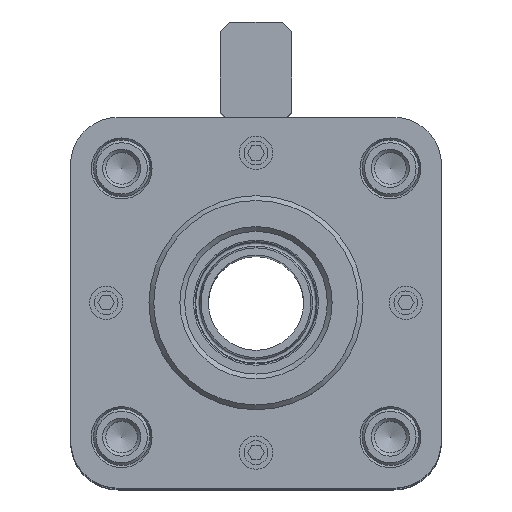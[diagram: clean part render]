
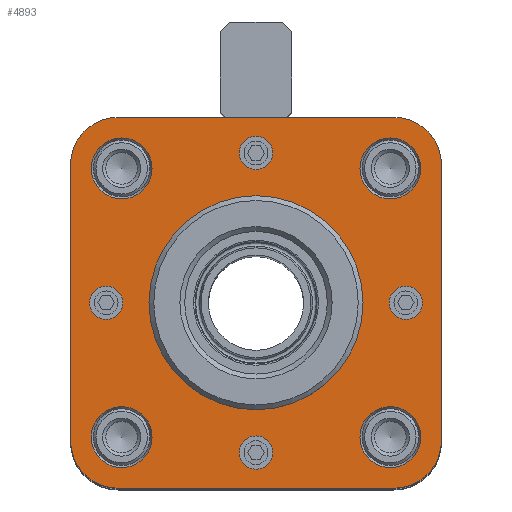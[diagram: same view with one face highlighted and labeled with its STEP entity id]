
A CAD part, top view. The second image highlights one B-rep face of the part: STEP entity #4893.
In plain terms, the highlighted planar face has unit normal (0, 0, 1).
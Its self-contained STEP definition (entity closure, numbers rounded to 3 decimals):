
#283=LINE('',#7738,#663);
#288=LINE('',#7752,#668);
#292=LINE('',#7764,#672);
#296=LINE('',#7776,#676);
#663=VECTOR('',#6229,1000.);
#668=VECTOR('',#6242,1000.);
#672=VECTOR('',#6254,1000.);
#676=VECTOR('',#6266,1000.);
#908=PLANE('',#5344);
#1631=ORIENTED_EDGE('',*,*,#2720,.T.);
#1632=ORIENTED_EDGE('',*,*,#2721,.T.);
#1633=ORIENTED_EDGE('',*,*,#2722,.T.);
#1634=ORIENTED_EDGE('',*,*,#2723,.T.);
#1635=ORIENTED_EDGE('',*,*,#2724,.T.);
#1636=ORIENTED_EDGE('',*,*,#2725,.T.);
#1637=ORIENTED_EDGE('',*,*,#2726,.T.);
#1638=ORIENTED_EDGE('',*,*,#2727,.T.);
#1639=ORIENTED_EDGE('',*,*,#2728,.T.);
#1640=ORIENTED_EDGE('',*,*,#2698,.T.);
#1641=ORIENTED_EDGE('',*,*,#2702,.T.);
#1642=ORIENTED_EDGE('',*,*,#2705,.T.);
#1643=ORIENTED_EDGE('',*,*,#2708,.T.);
#1644=ORIENTED_EDGE('',*,*,#2711,.T.);
#1645=ORIENTED_EDGE('',*,*,#2714,.T.);
#1646=ORIENTED_EDGE('',*,*,#2717,.T.);
#1647=ORIENTED_EDGE('',*,*,#2719,.T.);
#2698=EDGE_CURVE('',#3275,#3274,#283,.T.);
#2702=EDGE_CURVE('',#3274,#3277,#3629,.T.);
#2705=EDGE_CURVE('',#3277,#3279,#288,.T.);
#2708=EDGE_CURVE('',#3279,#3281,#3631,.T.);
#2711=EDGE_CURVE('',#3281,#3283,#292,.T.);
#2714=EDGE_CURVE('',#3283,#3285,#3633,.T.);
#2717=EDGE_CURVE('',#3285,#3287,#296,.T.);
#2719=EDGE_CURVE('',#3287,#3275,#3635,.T.);
#2720=EDGE_CURVE('',#3288,#3288,#3636,.F.);
#2721=EDGE_CURVE('',#3289,#3289,#3637,.F.);
#2722=EDGE_CURVE('',#3290,#3290,#3638,.F.);
#2723=EDGE_CURVE('',#3291,#3291,#3639,.F.);
#2724=EDGE_CURVE('',#3292,#3292,#3640,.T.);
#2725=EDGE_CURVE('',#3293,#3293,#3641,.T.);
#2726=EDGE_CURVE('',#3294,#3294,#3642,.T.);
#2727=EDGE_CURVE('',#3295,#3295,#3643,.T.);
#2728=EDGE_CURVE('',#3296,#3296,#3644,.T.);
#3274=VERTEX_POINT('',#7737);
#3275=VERTEX_POINT('',#7739);
#3277=VERTEX_POINT('',#7745);
#3279=VERTEX_POINT('',#7751);
#3281=VERTEX_POINT('',#7757);
#3283=VERTEX_POINT('',#7763);
#3285=VERTEX_POINT('',#7769);
#3287=VERTEX_POINT('',#7775);
#3288=VERTEX_POINT('',#7782);
#3289=VERTEX_POINT('',#7784);
#3290=VERTEX_POINT('',#7786);
#3291=VERTEX_POINT('',#7788);
#3292=VERTEX_POINT('',#7790);
#3293=VERTEX_POINT('',#7792);
#3294=VERTEX_POINT('',#7794);
#3295=VERTEX_POINT('',#7796);
#3296=VERTEX_POINT('',#7798);
#3629=CIRCLE('',#5331,10.);
#3631=CIRCLE('',#5335,10.);
#3633=CIRCLE('',#5339,10.);
#3635=CIRCLE('',#5343,10.);
#3636=CIRCLE('',#5345,6.4);
#3637=CIRCLE('',#5346,6.4);
#3638=CIRCLE('',#5347,6.4);
#3639=CIRCLE('',#5348,6.4);
#3640=CIRCLE('',#5349,3.5);
#3641=CIRCLE('',#5350,3.5);
#3642=CIRCLE('',#5351,3.5);
#3643=CIRCLE('',#5352,3.5);
#3644=CIRCLE('',#5353,22.5);
#3869=EDGE_LOOP('',(#1631));
#3870=EDGE_LOOP('',(#1632));
#3871=EDGE_LOOP('',(#1633));
#3872=EDGE_LOOP('',(#1634));
#3873=EDGE_LOOP('',(#1635));
#3874=EDGE_LOOP('',(#1636));
#3875=EDGE_LOOP('',(#1637));
#3876=EDGE_LOOP('',(#1638));
#3877=EDGE_LOOP('',(#1639));
#3878=EDGE_LOOP('',(#1640,#1641,#1642,#1643,#1644,#1645,#1646,#1647));
#4350=FACE_BOUND('',#3869,.T.);
#4351=FACE_BOUND('',#3870,.T.);
#4352=FACE_BOUND('',#3871,.T.);
#4353=FACE_BOUND('',#3872,.T.);
#4354=FACE_BOUND('',#3873,.T.);
#4355=FACE_BOUND('',#3874,.T.);
#4356=FACE_BOUND('',#3875,.T.);
#4357=FACE_BOUND('',#3876,.T.);
#4358=FACE_BOUND('',#3877,.T.);
#4359=FACE_BOUND('',#3878,.T.);
#4893=ADVANCED_FACE('',(#4350,#4351,#4352,#4353,#4354,#4355,#4356,#4357,
#4358,#4359),#908,.T.);
#5331=AXIS2_PLACEMENT_3D('',#7746,#6236,#6237);
#5335=AXIS2_PLACEMENT_3D('',#7758,#6248,#6249);
#5339=AXIS2_PLACEMENT_3D('',#7770,#6260,#6261);
#5343=AXIS2_PLACEMENT_3D('',#7779,#6271,#6272);
#5344=AXIS2_PLACEMENT_3D('',#7780,#6273,#6274);
#5345=AXIS2_PLACEMENT_3D('',#7781,#6275,#6276);
#5346=AXIS2_PLACEMENT_3D('',#7783,#6277,#6278);
#5347=AXIS2_PLACEMENT_3D('',#7785,#6279,#6280);
#5348=AXIS2_PLACEMENT_3D('',#7787,#6281,#6282);
#5349=AXIS2_PLACEMENT_3D('',#7789,#6283,#6284);
#5350=AXIS2_PLACEMENT_3D('',#7791,#6285,#6286);
#5351=AXIS2_PLACEMENT_3D('',#7793,#6287,#6288);
#5352=AXIS2_PLACEMENT_3D('',#7795,#6289,#6290);
#5353=AXIS2_PLACEMENT_3D('',#7797,#6291,#6292);
#6229=DIRECTION('',(0.,-1.,0.));
#6236=DIRECTION('',(0.,0.,1.));
#6237=DIRECTION('',(1.,0.,0.));
#6242=DIRECTION('',(1.,0.,0.));
#6248=DIRECTION('',(0.,0.,1.));
#6249=DIRECTION('',(1.,0.,0.));
#6254=DIRECTION('',(0.,1.,0.));
#6260=DIRECTION('',(0.,0.,1.));
#6261=DIRECTION('',(1.,0.,0.));
#6266=DIRECTION('',(-1.,0.,0.));
#6271=DIRECTION('',(0.,0.,1.));
#6272=DIRECTION('',(1.,0.,0.));
#6273=DIRECTION('',(0.,0.,1.));
#6274=DIRECTION('',(1.,0.,0.));
#6275=DIRECTION('',(0.,0.,1.));
#6276=DIRECTION('',(1.,0.,0.));
#6277=DIRECTION('',(0.,0.,1.));
#6278=DIRECTION('',(1.,0.,0.));
#6279=DIRECTION('',(0.,0.,1.));
#6280=DIRECTION('',(1.,0.,0.));
#6281=DIRECTION('',(0.,0.,1.));
#6282=DIRECTION('',(1.,0.,0.));
#6283=DIRECTION('',(0.,0.,-1.));
#6284=DIRECTION('',(-1.,0.,0.));
#6285=DIRECTION('',(0.,0.,-1.));
#6286=DIRECTION('',(-1.,0.,0.));
#6287=DIRECTION('',(0.,0.,-1.));
#6288=DIRECTION('',(-1.,0.,0.));
#6289=DIRECTION('',(0.,0.,-1.));
#6290=DIRECTION('',(-1.,0.,0.));
#6291=DIRECTION('',(0.,0.,-1.));
#6292=DIRECTION('',(-1.,0.,0.));
#7737=CARTESIAN_POINT('',(-39.,-29.,210.));
#7738=CARTESIAN_POINT('',(-39.,29.,210.));
#7739=CARTESIAN_POINT('',(-39.,29.,210.));
#7745=CARTESIAN_POINT('',(-29.,-39.,210.));
#7746=CARTESIAN_POINT('',(-29.,-29.,210.));
#7751=CARTESIAN_POINT('',(29.,-39.,210.));
#7752=CARTESIAN_POINT('',(-29.,-39.,210.));
#7757=CARTESIAN_POINT('',(39.,-29.,210.));
#7758=CARTESIAN_POINT('',(29.,-29.,210.));
#7763=CARTESIAN_POINT('',(39.,29.,210.));
#7764=CARTESIAN_POINT('',(39.,-29.,210.));
#7769=CARTESIAN_POINT('',(29.,39.,210.));
#7770=CARTESIAN_POINT('',(29.,29.,210.));
#7775=CARTESIAN_POINT('',(-29.,39.,210.));
#7776=CARTESIAN_POINT('',(29.,39.,210.));
#7779=CARTESIAN_POINT('',(-29.,29.,210.));
#7780=CARTESIAN_POINT('',(-29.,-29.,210.));
#7781=CARTESIAN_POINT('',(-28.25,-28.25,210.));
#7782=CARTESIAN_POINT('',(-21.85,-28.25,210.));
#7783=CARTESIAN_POINT('',(-28.25,28.25,210.));
#7784=CARTESIAN_POINT('',(-21.85,28.25,210.));
#7785=CARTESIAN_POINT('',(28.25,-28.25,210.));
#7786=CARTESIAN_POINT('',(34.65,-28.25,210.));
#7787=CARTESIAN_POINT('',(28.25,28.25,210.));
#7788=CARTESIAN_POINT('',(34.65,28.25,210.));
#7789=CARTESIAN_POINT('',(31.5,0.,210.));
#7790=CARTESIAN_POINT('',(28.,0.,210.));
#7791=CARTESIAN_POINT('',(-31.5,0.,210.));
#7792=CARTESIAN_POINT('',(-35.,0.,210.));
#7793=CARTESIAN_POINT('',(0.,-31.5,210.));
#7794=CARTESIAN_POINT('',(-3.5,-31.5,210.));
#7795=CARTESIAN_POINT('',(0.,31.5,210.));
#7796=CARTESIAN_POINT('',(-3.5,31.5,210.));
#7797=CARTESIAN_POINT('',(0.,0.,210.));
#7798=CARTESIAN_POINT('',(-22.5,0.,210.));
